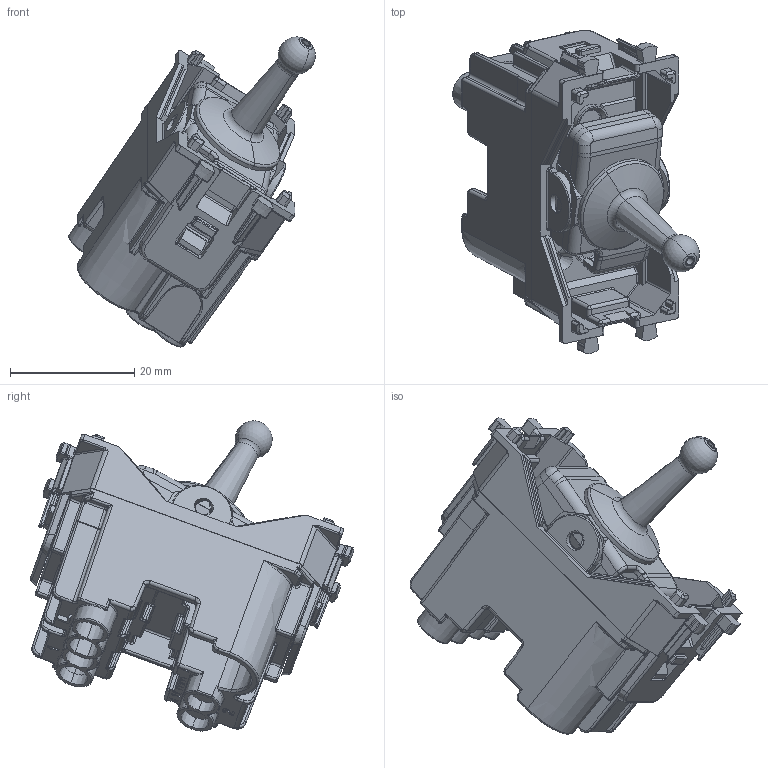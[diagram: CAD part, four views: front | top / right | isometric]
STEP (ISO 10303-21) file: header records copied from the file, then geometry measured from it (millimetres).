
FILE_DESCRIPTION(('CATIA V5 STEP Exchange'),'2;1');
FILE_NAME('444005OT.stp','2025-03-06T09:56:44+00:00',('none'),('none'),'CATIA Version 5-6 Release 2016 SP6','CATIA V5 STEP AP203','none');
FILE_SCHEMA(('CONFIG_CONTROL_DESIGN'));
Products named in the file (1): STP
Assembly tree (12 placements, depth 2):
  STP
    #57
    #54987
    #57557
    #59020  x2
    #60933  x2
    #61799
    #64825
    #65697
    #113322
    #129636
Bounding box: 39.7 x 52.04 x 49.93 mm (x, y, z)
Volume: 11849.6 mm3; surface area: 19968.4 mm2
Topology: 15 solids, 15 shells, 3462 faces, 8983 edges, 5353 vertices
Faces by surface type: plane 1253, cylinder 1223, bspline 519, sphere 174, cone 157, torus 118, extrusion 16, revolution 2
Entity records: 130245 total; most frequent: CARTESIAN_POINT 59704, ORIENTED_EDGE 17078, DIRECTION 10085, EDGE_CURVE 8539, VERTEX_POINT 5207, VECTOR 3978, LINE 3962, AXIS2_PLACEMENT_3D 3720
